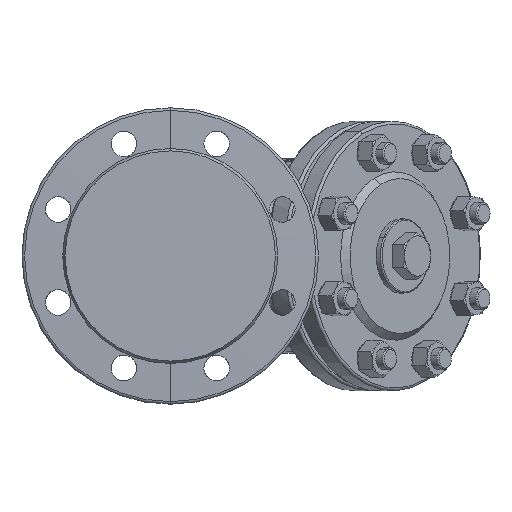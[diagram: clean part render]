
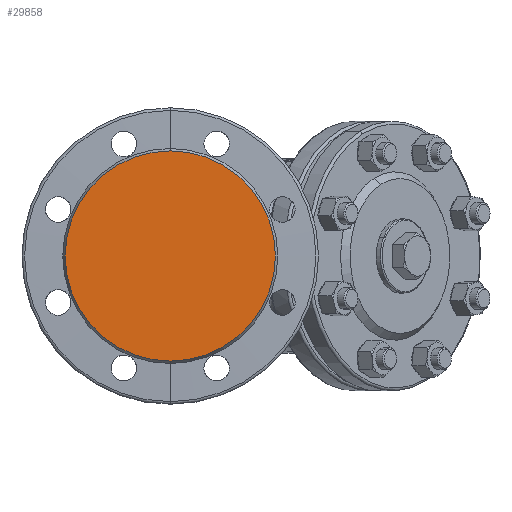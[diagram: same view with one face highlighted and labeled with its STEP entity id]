
A CAD part, left-side view. The second image highlights one B-rep face of the part: STEP entity #29858.
In plain terms, the highlighted planar face has unit normal (-1, 0, 0).
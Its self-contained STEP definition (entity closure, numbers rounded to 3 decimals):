
#1939 = DIRECTION ( 'NONE',  ( -1., 0., 0. ) ) ;
#2961 = CARTESIAN_POINT ( 'NONE',  ( -175., 0., 78. ) ) ;
#3285 = DIRECTION ( 'NONE',  ( 0., 0., 1. ) ) ;
#4027 = FACE_OUTER_BOUND ( 'NONE', #9932, .T. ) ;
#6869 = AXIS2_PLACEMENT_3D ( 'NONE', #29061, #34885, #3285 ) ;
#7555 = ORIENTED_EDGE ( 'NONE', *, *, #11925, .F. ) ;
#8483 = DIRECTION ( 'NONE',  ( 0., 0., 1. ) ) ;
#9056 = VERTEX_POINT ( 'NONE', #17726 ) ;
#9932 = EDGE_LOOP ( 'NONE', ( #26728, #7555 ) ) ;
#11142 = CIRCLE ( 'NONE', #15954, 78. ) ;
#11925 = EDGE_CURVE ( 'NONE', #31059, #9056, #11142, .T. ) ;
#12793 = CIRCLE ( 'NONE', #6869, 78. ) ;
#15954 = AXIS2_PLACEMENT_3D ( 'NONE', #22970, #34245, #8483 ) ;
#17726 = CARTESIAN_POINT ( 'NONE',  ( -175., 0., -78. ) ) ;
#21721 = DIRECTION ( 'NONE',  ( 0., 1., 0. ) ) ;
#22970 = CARTESIAN_POINT ( 'NONE',  ( -175., 0., 0. ) ) ;
#24356 = CARTESIAN_POINT ( 'NONE',  ( -175., 0., 0. ) ) ;
#26728 = ORIENTED_EDGE ( 'NONE', *, *, #28955, .F. ) ;
#27354 = PLANE ( 'NONE',  #29686 ) ;
#28955 = EDGE_CURVE ( 'NONE', #9056, #31059, #12793, .T. ) ;
#29061 = CARTESIAN_POINT ( 'NONE',  ( -175., 0., 0. ) ) ;
#29686 = AXIS2_PLACEMENT_3D ( 'NONE', #24356, #1939, #21721 ) ;
#29858 = ADVANCED_FACE ( 'NONE', ( #4027 ), #27354, .T. ) ;
#31059 = VERTEX_POINT ( 'NONE', #2961 ) ;
#34245 = DIRECTION ( 'NONE',  ( 1., 0., 0. ) ) ;
#34885 = DIRECTION ( 'NONE',  ( 1., 0., 0. ) ) ;
